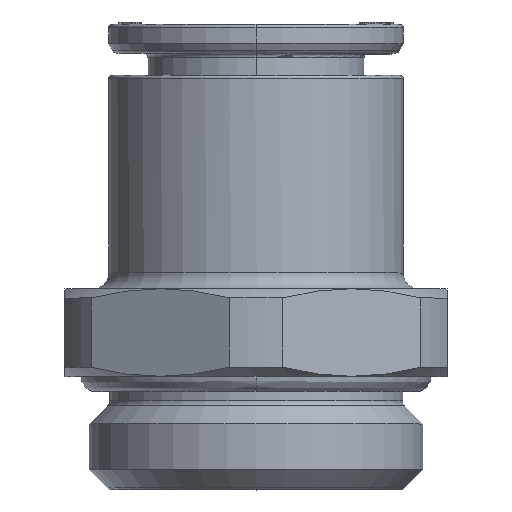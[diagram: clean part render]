
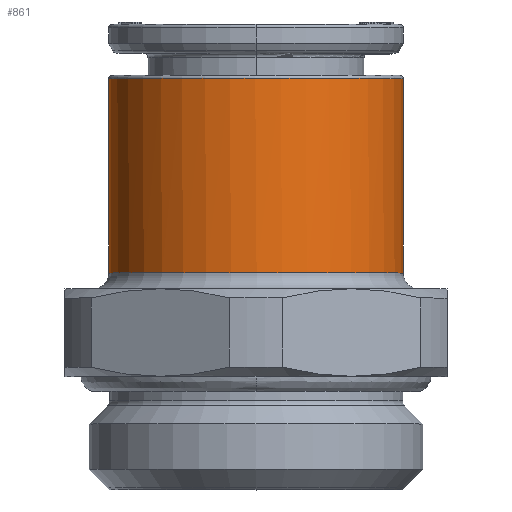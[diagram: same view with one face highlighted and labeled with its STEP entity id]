
A CAD part, top view. The second image highlights one B-rep face of the part: STEP entity #861.
In plain terms, the highlighted cylindrical face has radius 9.25 mm (diameter 18.5 mm), a partial arc.
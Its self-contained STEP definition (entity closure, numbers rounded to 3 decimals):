
#861=ADVANCED_FACE('',(#2244),#2245,.T.);
#2244=FACE_OUTER_BOUND('',#7207,.T.);
#2245=CYLINDRICAL_SURFACE('',#7208,9.25);
#7207=EDGE_LOOP('',(#12302,#12303,#12304,#12305,#12306,#12307));
#7208=AXIS2_PLACEMENT_3D('',#12308,#12309,#12310);
#12302=ORIENTED_EDGE('',*,*,#14040,.F.);
#12303=ORIENTED_EDGE('',*,*,#14199,.F.);
#12304=ORIENTED_EDGE('',*,*,#13945,.F.);
#12305=ORIENTED_EDGE('',*,*,#14039,.T.);
#12306=ORIENTED_EDGE('',*,*,#13947,.F.);
#12307=ORIENTED_EDGE('',*,*,#14198,.F.);
#12308=CARTESIAN_POINT('',(0.0,19.845,0.0));
#12309=DIRECTION('',(0.0,1.0,-0.0));
#12310=DIRECTION('',(-1.0,0.0,0.0));
#13945=EDGE_CURVE('',#16548,#16544,#16550,.T.);
#13947=EDGE_CURVE('',#16551,#16554,#16555,.T.);
#14039=EDGE_CURVE('',#16548,#16554,#16710,.T.);
#14040=EDGE_CURVE('',#16604,#16594,#16711,.T.);
#14198=EDGE_CURVE('',#16594,#16551,#16953,.T.);
#14199=EDGE_CURVE('',#16544,#16604,#16954,.T.);
#16544=VERTEX_POINT('',#22216);
#16548=VERTEX_POINT('',#22220);
#16550=CIRCLE('',#22222,9.25);
#16551=VERTEX_POINT('',#22223);
#16554=VERTEX_POINT('',#22226);
#16555=CIRCLE('',#22227,9.25);
#16594=VERTEX_POINT('',#22270);
#16604=VERTEX_POINT('',#22280);
#16710=LINE('',#22542,#22543);
#16711=LINE('',#22544,#22545);
#16953=CIRCLE('',#22933,9.25);
#16954=CIRCLE('',#22934,9.25);
#22216=CARTESIAN_POINT('',(-9.25,6.5,0.073));
#22220=CARTESIAN_POINT('',(9.25,6.5,0.0));
#22222=AXIS2_PLACEMENT_3D('',#25211,#25212,#25213);
#22223=CARTESIAN_POINT('',(9.249,18.7,0.098));
#22226=CARTESIAN_POINT('',(9.25,18.7,0.0));
#22227=AXIS2_PLACEMENT_3D('',#25217,#25218,#25219);
#22270=CARTESIAN_POINT('',(-9.25,18.7,0.0));
#22280=CARTESIAN_POINT('',(-9.25,6.5,0.0));
#22542=CARTESIAN_POINT('',(9.25,6.5,0.));
#22543=VECTOR('',#25389,12.2);
#22544=CARTESIAN_POINT('',(-9.25,6.5,0.));
#22545=VECTOR('',#25390,12.2);
#22933=AXIS2_PLACEMENT_3D('',#25690,#25691,#25692);
#22934=AXIS2_PLACEMENT_3D('',#25693,#25694,#25695);
#25211=CARTESIAN_POINT('',(0.0,6.5,0.0));
#25212=DIRECTION('',(0.0,-1.0,0.0));
#25213=DIRECTION('',(1.0,0.0,0.0));
#25217=CARTESIAN_POINT('',(0.0,18.7,0.0));
#25218=DIRECTION('',(0.0,1.0,0.0));
#25219=DIRECTION('',(-1.0,0.0,0.0));
#25389=DIRECTION('',(0.0,1.0,0.));
#25390=DIRECTION('',(0.0,1.0,0.));
#25690=CARTESIAN_POINT('',(0.0,18.7,0.0));
#25691=DIRECTION('',(0.0,1.0,0.0));
#25692=DIRECTION('',(-1.0,0.0,0.0));
#25693=CARTESIAN_POINT('',(0.0,6.5,0.0));
#25694=DIRECTION('',(0.0,-1.0,0.0));
#25695=DIRECTION('',(1.0,0.0,0.0));
